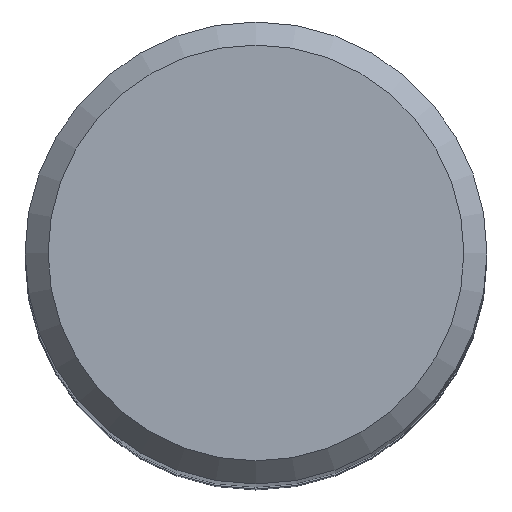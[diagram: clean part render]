
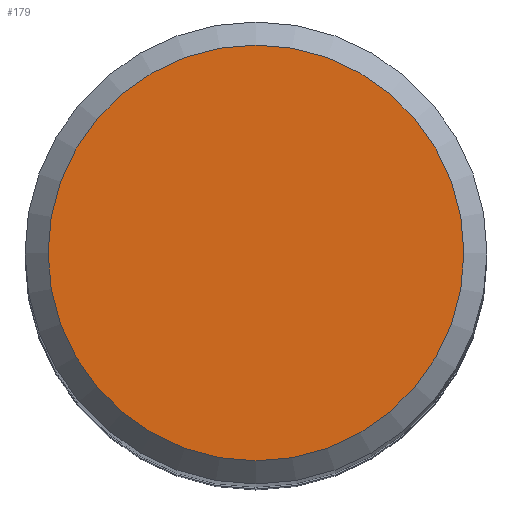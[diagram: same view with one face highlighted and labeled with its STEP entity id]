
A CAD part, top view. The second image highlights one B-rep face of the part: STEP entity #179.
In plain terms, the highlighted planar face has unit normal (0, 0, 1).
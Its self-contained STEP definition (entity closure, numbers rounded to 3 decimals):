
#2 = AXIS2_PLACEMENT_3D ( 'NONE', #236, #23, #29 ) ;
#18 = EDGE_LOOP ( 'NONE', ( #96 ) ) ;
#22 = CARTESIAN_POINT ( 'NONE',  ( 0., 4.5, 75. ) ) ;
#23 = DIRECTION ( 'NONE',  ( 0., 0., -1. ) ) ;
#29 = DIRECTION ( 'NONE',  ( 0., 1., 0. ) ) ;
#31 = CIRCLE ( 'NONE', #2, 4.5 ) ;
#46 = DIRECTION ( 'NONE',  ( 0., 1., 0. ) ) ;
#96 = ORIENTED_EDGE ( 'NONE', *, *, #140, .F. ) ;
#106 = DIRECTION ( 'NONE',  ( 0., 0., -1. ) ) ;
#114 = VERTEX_POINT ( 'NONE', #22 ) ;
#140 = EDGE_CURVE ( 'NONE', #114, #114, #31, .T. ) ;
#159 = FACE_OUTER_BOUND ( 'NONE', #18, .T. ) ;
#179 = ADVANCED_FACE ( 'NONE', ( #159 ), #238, .F. ) ;
#215 = CARTESIAN_POINT ( 'NONE',  ( 0., 0., 75. ) ) ;
#221 = AXIS2_PLACEMENT_3D ( 'NONE', #215, #106, #46 ) ;
#236 = CARTESIAN_POINT ( 'NONE',  ( 0., 0., 75. ) ) ;
#238 = PLANE ( 'NONE',  #221 ) ;
